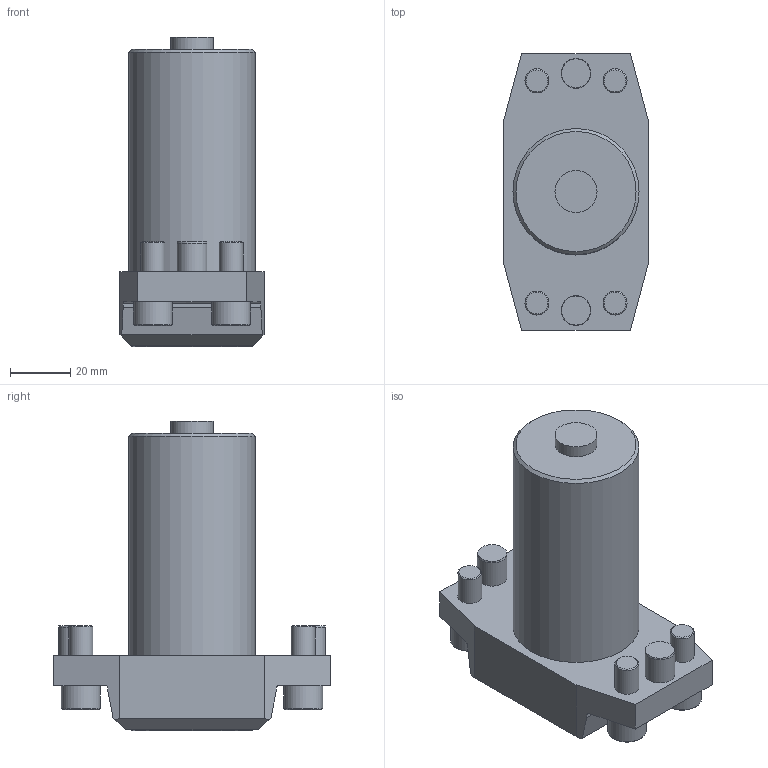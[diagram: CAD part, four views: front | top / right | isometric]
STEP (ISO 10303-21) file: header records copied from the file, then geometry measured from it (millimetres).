
FILE_DESCRIPTION(/* description */ (''),/* implementation_level */ '2;1');
FILE_NAME(/* name */ '1522873260380.stp',/* time_stamp */ '2018-04-04T22:24:08+02:00',/* author */ (''),/* organization */ ('SMS'),/* preprocessor_version */ 'ST-DEVELOPER v15',/* originating_system */ 'SIEMENS PLM Software NX 8.5',/* authorisation */ '');
FILE_SCHEMA (('AUTOMOTIVE_DESIGN { 1 0 10303 214 3 1 1 1 }'));
Length unit declared in the file: millimetre
Products named in the file (1): MOD000000000000000020083538500000
Bounding box: 48 x 92 x 103 mm (x, y, z)
Volume: 175430.9 mm3; surface area: 27994.2 mm2
Topology: 1 solids, 1 shells, 69 faces, 148 edges, 95 vertices
Faces by surface type: plane 36, cone 18, cylinder 15
Full cylindrical faces by diameter (mm): 2.5 x1, 8 x4, 9.911 x2, 13 x4, 14 x1, 42 x1
Entity records: 1823 total; most frequent: CARTESIAN_POINT 342, DIRECTION 320, ORIENTED_EDGE 240, AXIS2_PLACEMENT_3D 128, EDGE_CURVE 120, EDGE_LOOP 108, VERTEX_POINT 92, FACE_BOUND 70
